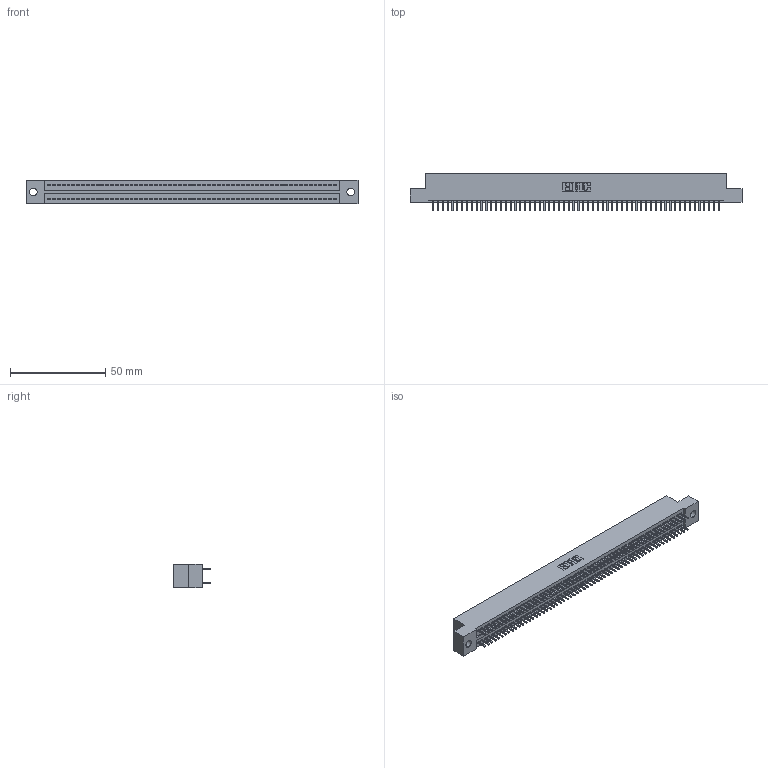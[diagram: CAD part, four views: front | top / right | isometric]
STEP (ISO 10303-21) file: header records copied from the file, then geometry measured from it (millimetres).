
FILE_DESCRIPTION (( 'STEP AP203' ), '1' );
FILE_NAME ('325-120-520-209.STEP', '2020-02-25T08:45:02', ( '' ), ( '' ), 'SwSTEP 2.0', 'SolidWorks 2016', '' );
FILE_SCHEMA (( 'CONFIG_CONTROL_DESIGN' ));
Length unit declared in the file: inch
Products named in the file (3): 325 Part_.160 TH; 325-120-520-209; 325-292-001_325-293-120
Assembly tree (121 placements, depth 2):
  325-120-520-209
    325 Part_.160 TH
    325-292-001_325-293-120  x120
Bounding box: 174.12 x 19.68 x 12.45 mm (x, y, z)
Volume: 22390.5 mm3; surface area: 27205.5 mm2
Topology: 121 solids, 121 shells, 6354 faces, 18911 edges, 12446 vertices
Faces by surface type: plane 4390, cylinder 1964
Entity records: 36293 total; most frequent: CARTESIAN_POINT 5994, ORIENTED_EDGE 5930, DIRECTION 5089, EDGE_CURVE 2965, VECTOR 2837, LINE 2837, VERTEX_POINT 1974, AXIS2_PLACEMENT_3D 1126
